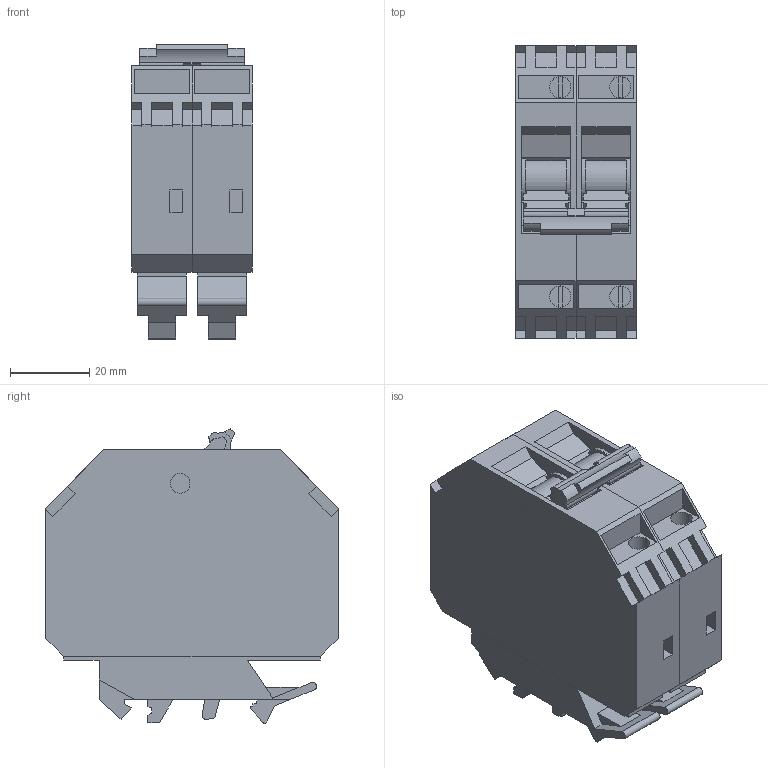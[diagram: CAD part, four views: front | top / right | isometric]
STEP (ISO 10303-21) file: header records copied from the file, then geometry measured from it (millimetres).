
FILE_DESCRIPTION((''),'2;1');
FILE_NAME('SB109107_3D-SIMPLFIED_ASM','2012-03-01T',('mcordero'),(''),'PRO/ENGINEER BY PARAMETRIC TECHNOLOGY CORPORATION, 2006170','PRO/ENGINEER BY PARAMETRIC TECHNOLOGY CORPORATION, 2006170','');
FILE_SCHEMA(('CONFIG_CONTROL_DESIGN'));
Length unit declared in the file: millimetre
Products named in the file (6): COQUE_1; MANETTE_1; VIS_5D4_1; EXTENTION_MANETTE_1; GB2DB06_3D-SIMPLIFIED_ASM_1_ASM; SB109107_3D-SIMPLFIED_ASM
Assembly tree (10 placements, depth 3):
  SB109107_3D-SIMPLFIED_ASM
    GB2DB06_3D-SIMPLIFIED_ASM_1_ASM
      COQUE_1  x2
      MANETTE_1  x2
      VIS_5D4_1  x4
      EXTENTION_MANETTE_1
Bounding box: 30.4 x 74 x 74.58 mm (x, y, z)
Volume: 118560.6 mm3; surface area: 32706.9 mm2
Topology: 9 solids, 9 shells, 390 faces, 1086 edges, 736 vertices
Faces by surface type: plane 317, cylinder 73
Entity records: 6879 total; most frequent: CARTESIAN_POINT 1202, DIRECTION 1170, ORIENTED_EDGE 1158, EDGE_CURVE 579, VECTOR 448, LINE 448, VERTEX_POINT 393, AXIS2_PLACEMENT_3D 361
